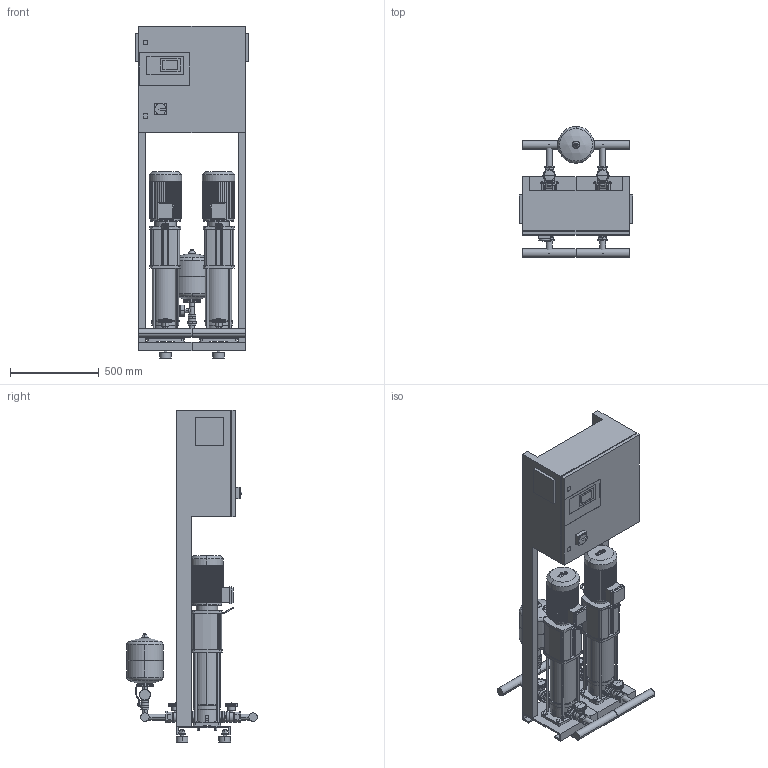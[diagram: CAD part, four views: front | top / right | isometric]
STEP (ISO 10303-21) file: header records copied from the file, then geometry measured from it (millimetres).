
FILE_DESCRIPTION((''),'2;1');
FILE_NAME('3d_CO-2HELIXV414_K_CC-01-2536412.stp','2016-01-25T09:56:45',(''),(''),'Mechanical Desktop 2009','Mechanical Desktop 2009',', , ');
FILE_SCHEMA(('CONFIG_CONTROL_DESIGN'));
Length unit declared in the file: millimetre
Products named in the file (1): Product
Bounding box: 640 x 737.15 x 1870 mm (x, y, z)
Volume: 153187413 mm3; surface area: 6309461 mm2
Topology: 90 solids, 90 shells, 3129 faces, 8199 edges, 5402 vertices
Faces by surface type: plane 1568, bspline 729, cylinder 702, cone 108, torus 20, sphere 2
Entity records: 100801 total; most frequent: CARTESIAN_POINT 23556, ORIENTED_EDGE 16382, DIRECTION 14821, EDGE_CURVE 8191, VECTOR 5747, LINE 5747, VERTEX_POINT 5396, AXIS2_PLACEMENT_3D 4537
